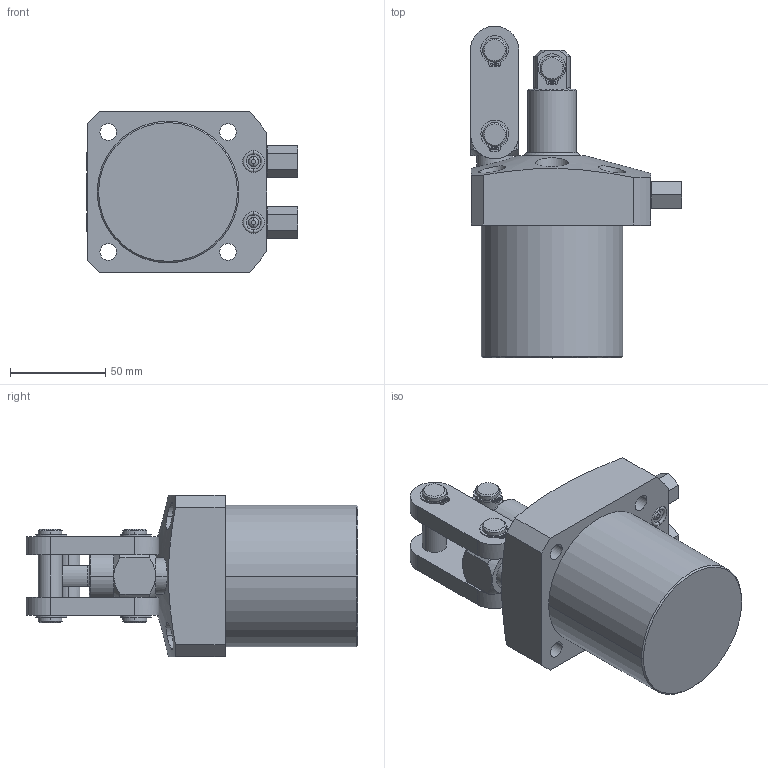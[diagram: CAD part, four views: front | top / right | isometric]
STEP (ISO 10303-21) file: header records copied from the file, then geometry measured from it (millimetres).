
FILE_DESCRIPTION((''),'2;1');
FILE_NAME('ILCP1662210','2007-06-11T',('GLR'),(''),'PRO/ENGINEER BY PARAMETRIC TECHNOLOGY CORPORATION, 2005180','PRO/ENGINEER BY PARAMETRIC TECHNOLOGY CORPORATION, 2005180','');
FILE_SCHEMA(('AUTOMOTIVE_DESIGN_CC2 { 1 2 10303 214 -1 1 5 2 }'));
Length unit declared in the file: inch
Products named in the file (1): ILCP1662210
Bounding box: 111.06 x 174.62 x 84.94 mm (x, y, z)
Volume: 613564.7 mm3; surface area: 68186.5 mm2
Topology: 3 solids, 5 shells, 301 faces, 764 edges, 496 vertices
Faces by surface type: cylinder 133, plane 120, cone 34, torus 10, sphere 4
Entity records: 9652 total; most frequent: CARTESIAN_POINT 1967, DIRECTION 1669, ORIENTED_EDGE 1512, EDGE_CURVE 760, AXIS2_PLACEMENT_3D 655, VERTEX_POINT 496, EDGE_LOOP 366, VECTOR 359
